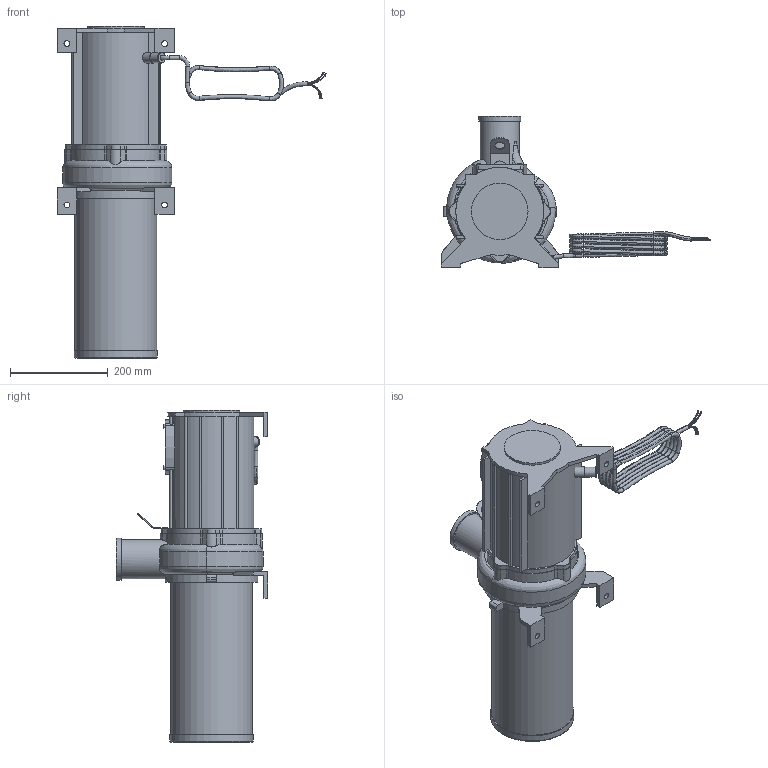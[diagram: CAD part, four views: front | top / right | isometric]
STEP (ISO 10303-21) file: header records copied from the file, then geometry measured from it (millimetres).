
FILE_DESCRIPTION(/* description */ (''),/* implementation_level */ '2;1');
FILE_NAME(/* name */ '55731 USP 663 D.stp',/* time_stamp */ '2015-05-19T10:34:46+02:00',/* author */ ('guzb562'),/* organization */ (''),/* preprocessor_version */ 'ST-DEVELOPER v15.6',/* originating_system */ 'Autodesk Inventor 2015',/* authorisation */ '');
FILE_SCHEMA (('AUTOMOTIVE_DESIGN { 1 0 10303 214 3 1 1 }'));
Length unit declared in the file: millimetre
Products named in the file (4): USP663 D; Filter für USP663 D; kabel_1_; 55731 USP 663 D
Assembly tree (3 placements, depth 2):
  55731 USP 663 D
    USP663 D
    Filter für USP663 D
    kabel_1_
Bounding box: 551.71 x 310 x 679 mm (x, y, z)
Volume: 9625343.1 mm3; surface area: 953521.5 mm2
Topology: 3 solids, 4 shells, 592 faces, 1548 edges, 1005 vertices
Faces by surface type: plane 302, bspline 168, cylinder 120, cone 1, torus 1
Full cylindrical faces by diameter (mm): 7.566 x4, 10.456 x1, 12 x4, 19.895 x1, 20 x1, 21.522 x1, 76.1 x1, 80 x1, 85.59 x1, 88.9 x1, 103.255 x1, 115.527 x1, 165 x1, 167 x1, 170 x1
Entity records: 35685 total; most frequent: CARTESIAN_POINT 21594, ORIENTED_EDGE 3036, DIRECTION 2452, EDGE_CURVE 1518, VERTEX_POINT 998, AXIS2_PLACEMENT_3D 831, LINE 790, VECTOR 790
